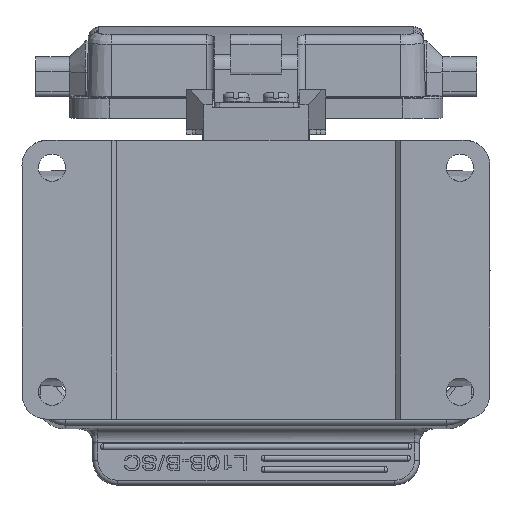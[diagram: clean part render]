
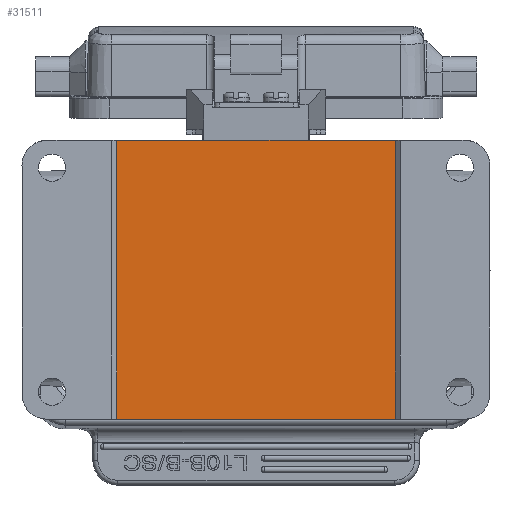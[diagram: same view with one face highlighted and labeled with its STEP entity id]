
A CAD part, front view. The second image highlights one B-rep face of the part: STEP entity #31511.
In plain terms, the highlighted planar face has unit normal (0, -1, -0.009).
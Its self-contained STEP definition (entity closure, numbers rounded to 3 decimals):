
#9227=DIRECTION('',(-1.,0.,0.));
#9228=VECTOR('',#9227,56.);
#9229=CARTESIAN_POINT('',(74.986,-21.796,
-50.144));
#9230=LINE('',#9229,#9228);
#9231=DIRECTION('',(1.,0.,0.));
#9232=VECTOR('',#9231,56.);
#9233=CARTESIAN_POINT('',(18.986,-22.267,5.854));
#9234=LINE('',#9233,#9232);
#9235=DIRECTION('',(0.,0.009,-1.));
#9236=VECTOR('',#9235,56.);
#9237=CARTESIAN_POINT('',(74.986,-22.285,5.854));
#9238=LINE('',#9237,#9236);
#9239=DIRECTION('',(0.,0.009,-1.));
#9240=VECTOR('',#9239,56.);
#9241=CARTESIAN_POINT('',(18.986,-22.267,5.854));
#9242=LINE('',#9241,#9240);
#24687=CARTESIAN_POINT('',(18.986,-21.779,
-50.144));
#24688=VERTEX_POINT('',#24687);
#24689=CARTESIAN_POINT('',(74.986,-21.796,
-50.144));
#24690=VERTEX_POINT('',#24689);
#24776=CARTESIAN_POINT('',(74.986,-22.285,
5.854));
#24777=VERTEX_POINT('',#24776);
#24778=CARTESIAN_POINT('',(18.986,-22.267,
5.854));
#24779=VERTEX_POINT('',#24778);
#31499=CARTESIAN_POINT('',(46.986,-22.032,
-22.145));
#31500=DIRECTION('',(0.,1.,0.009));
#31501=DIRECTION('',(0.,-0.009,1.));
#31502=AXIS2_PLACEMENT_3D('',#31499,#31500,#31501);
#31503=PLANE('',#31502);
#31504=ORIENTED_EDGE('',*,*,#30759,.T.);
#31506=ORIENTED_EDGE('',*,*,#31505,.F.);
#31507=ORIENTED_EDGE('',*,*,#31435,.T.);
#31508=ORIENTED_EDGE('',*,*,#31491,.T.);
#31509=EDGE_LOOP('',(#31504,#31506,#31507,#31508));
#31510=FACE_OUTER_BOUND('',#31509,.F.);
#30759=EDGE_CURVE('',#24690,#24688,#9230,.T.);
#31435=EDGE_CURVE('',#24779,#24777,#9234,.T.);
#31491=EDGE_CURVE('',#24777,#24690,#9238,.T.);
#31505=EDGE_CURVE('',#24779,#24688,#9242,.T.);
#31511=ADVANCED_FACE('',(#31510),#31503,.F.);
